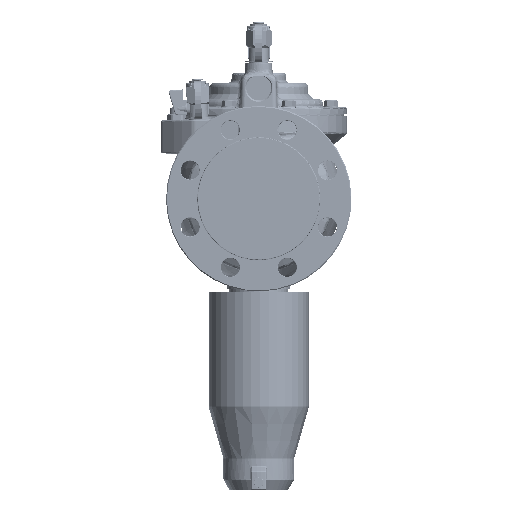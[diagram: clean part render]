
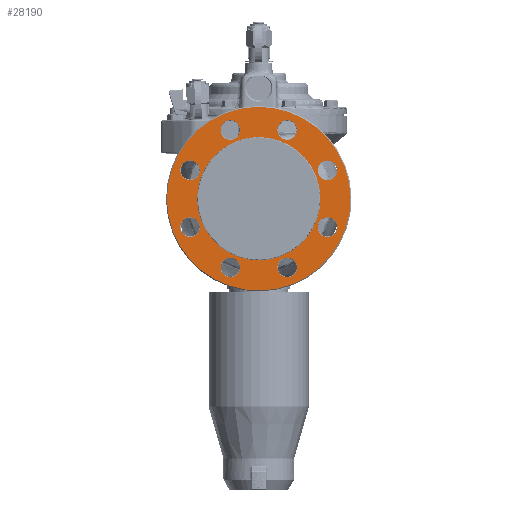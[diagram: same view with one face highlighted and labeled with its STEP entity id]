
A CAD part, front view. The second image highlights one B-rep face of the part: STEP entity #28190.
In plain terms, the highlighted planar face has unit normal (0, -1, 0).
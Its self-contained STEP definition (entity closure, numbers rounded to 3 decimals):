
#25057=CARTESIAN_POINT('Vertex',(-31.786,-224.5,-58.183)) ;
#25060=CARTESIAN_POINT('Axis2P3D Location',(0.,-224.5,0.)) ;
#25064=CARTESIAN_POINT('Vertex',(31.786,-224.5,58.183)) ;
#25085=CARTESIAN_POINT('Axis2P3D Location',(0.,-224.5,0.)) ;
#25109=CARTESIAN_POINT('Vertex',(47.343,-224.5,86.661)) ;
#25112=CARTESIAN_POINT('Axis2P3D Location',(0.,-224.5,0.)) ;
#25116=CARTESIAN_POINT('Vertex',(-47.343,-224.5,-86.661)) ;
#28015=CARTESIAN_POINT('Axis2P3D Location',(0.,-224.5,0.)) ;
#28033=CARTESIAN_POINT('Axis2P3D Location',(0.,-224.5,65.92)) ;
#28042=CARTESIAN_POINT('Axis2P3D Location',(-30.615,-224.5,-73.91)) ;
#28046=CARTESIAN_POINT('Vertex',(-23.155,-224.5,-81.37)) ;
#28048=CARTESIAN_POINT('Vertex',(-38.075,-224.5,-66.45)) ;
#28051=CARTESIAN_POINT('Axis2P3D Location',(-30.615,-224.5,-73.91)) ;
#28060=CARTESIAN_POINT('Axis2P3D Location',(-30.615,-224.5,73.91)) ;
#28064=CARTESIAN_POINT('Vertex',(-41.165,-224.5,73.91)) ;
#28066=CARTESIAN_POINT('Vertex',(-20.065,-224.5,73.91)) ;
#28069=CARTESIAN_POINT('Axis2P3D Location',(-30.615,-224.5,73.91)) ;
#28078=CARTESIAN_POINT('Axis2P3D Location',(-73.91,-224.5,30.615)) ;
#28082=CARTESIAN_POINT('Vertex',(-81.37,-224.5,23.155)) ;
#28084=CARTESIAN_POINT('Vertex',(-66.45,-224.5,38.075)) ;
#28087=CARTESIAN_POINT('Axis2P3D Location',(-73.91,-224.5,30.615)) ;
#28096=CARTESIAN_POINT('Axis2P3D Location',(-73.91,-224.5,-30.615)) ;
#28100=CARTESIAN_POINT('Vertex',(-73.91,-224.5,-41.165)) ;
#28102=CARTESIAN_POINT('Vertex',(-73.91,-224.5,-20.065)) ;
#28105=CARTESIAN_POINT('Axis2P3D Location',(-73.91,-224.5,-30.615)) ;
#28114=CARTESIAN_POINT('Axis2P3D Location',(30.615,-224.5,-73.91)) ;
#28118=CARTESIAN_POINT('Vertex',(41.165,-224.5,-73.91)) ;
#28120=CARTESIAN_POINT('Vertex',(20.065,-224.5,-73.91)) ;
#28123=CARTESIAN_POINT('Axis2P3D Location',(30.615,-224.5,-73.91)) ;
#28132=CARTESIAN_POINT('Axis2P3D Location',(73.91,-224.5,-30.615)) ;
#28136=CARTESIAN_POINT('Vertex',(81.37,-224.5,-23.155)) ;
#28138=CARTESIAN_POINT('Vertex',(66.45,-224.5,-38.075)) ;
#28141=CARTESIAN_POINT('Axis2P3D Location',(73.91,-224.5,-30.615)) ;
#28150=CARTESIAN_POINT('Axis2P3D Location',(73.91,-224.5,30.615)) ;
#28154=CARTESIAN_POINT('Vertex',(73.91,-224.5,41.165)) ;
#28156=CARTESIAN_POINT('Vertex',(73.91,-224.5,20.065)) ;
#28159=CARTESIAN_POINT('Axis2P3D Location',(73.91,-224.5,30.615)) ;
#28168=CARTESIAN_POINT('Axis2P3D Location',(30.615,-224.5,73.91)) ;
#28172=CARTESIAN_POINT('Vertex',(23.155,-224.5,81.37)) ;
#28174=CARTESIAN_POINT('Vertex',(38.075,-224.5,66.45)) ;
#28177=CARTESIAN_POINT('Axis2P3D Location',(30.615,-224.5,73.91)) ;
#25061=DIRECTION('Axis2P3D Direction',(0.,1.,-0.)) ;
#25086=DIRECTION('Axis2P3D Direction',(-0.,1.,0.)) ;
#25113=DIRECTION('Axis2P3D Direction',(0.,1.,0.)) ;
#28016=DIRECTION('Axis2P3D Direction',(0.,1.,0.)) ;
#28034=DIRECTION('Axis2P3D Direction',(-0.,1.,0.)) ;
#28035=DIRECTION('Axis2P3D XDirection',(1.,0.,0.)) ;
#28043=DIRECTION('Axis2P3D Direction',(-0.,1.,0.)) ;
#28052=DIRECTION('Axis2P3D Direction',(-0.,1.,0.)) ;
#28061=DIRECTION('Axis2P3D Direction',(-0.,1.,0.)) ;
#28070=DIRECTION('Axis2P3D Direction',(-0.,1.,0.)) ;
#28079=DIRECTION('Axis2P3D Direction',(-0.,1.,0.)) ;
#28088=DIRECTION('Axis2P3D Direction',(-0.,1.,0.)) ;
#28097=DIRECTION('Axis2P3D Direction',(-0.,1.,0.)) ;
#28106=DIRECTION('Axis2P3D Direction',(-0.,1.,0.)) ;
#28115=DIRECTION('Axis2P3D Direction',(-0.,1.,0.)) ;
#28124=DIRECTION('Axis2P3D Direction',(-0.,1.,0.)) ;
#28133=DIRECTION('Axis2P3D Direction',(-0.,1.,0.)) ;
#28142=DIRECTION('Axis2P3D Direction',(-0.,1.,0.)) ;
#28151=DIRECTION('Axis2P3D Direction',(-0.,1.,0.)) ;
#28160=DIRECTION('Axis2P3D Direction',(-0.,1.,0.)) ;
#28169=DIRECTION('Axis2P3D Direction',(-0.,1.,0.)) ;
#28178=DIRECTION('Axis2P3D Direction',(-0.,1.,0.)) ;
#25062=AXIS2_PLACEMENT_3D('Circle Axis2P3D',#25060,#25061,$) ;
#25087=AXIS2_PLACEMENT_3D('Circle Axis2P3D',#25085,#25086,$) ;
#25114=AXIS2_PLACEMENT_3D('Circle Axis2P3D',#25112,#25113,$) ;
#28017=AXIS2_PLACEMENT_3D('Circle Axis2P3D',#28015,#28016,$) ;
#28036=AXIS2_PLACEMENT_3D('Plane Axis2P3D',#28033,#28034,#28035) ;
#28044=AXIS2_PLACEMENT_3D('Circle Axis2P3D',#28042,#28043,$) ;
#28053=AXIS2_PLACEMENT_3D('Circle Axis2P3D',#28051,#28052,$) ;
#28062=AXIS2_PLACEMENT_3D('Circle Axis2P3D',#28060,#28061,$) ;
#28071=AXIS2_PLACEMENT_3D('Circle Axis2P3D',#28069,#28070,$) ;
#28080=AXIS2_PLACEMENT_3D('Circle Axis2P3D',#28078,#28079,$) ;
#28089=AXIS2_PLACEMENT_3D('Circle Axis2P3D',#28087,#28088,$) ;
#28098=AXIS2_PLACEMENT_3D('Circle Axis2P3D',#28096,#28097,$) ;
#28107=AXIS2_PLACEMENT_3D('Circle Axis2P3D',#28105,#28106,$) ;
#28116=AXIS2_PLACEMENT_3D('Circle Axis2P3D',#28114,#28115,$) ;
#28125=AXIS2_PLACEMENT_3D('Circle Axis2P3D',#28123,#28124,$) ;
#28134=AXIS2_PLACEMENT_3D('Circle Axis2P3D',#28132,#28133,$) ;
#28143=AXIS2_PLACEMENT_3D('Circle Axis2P3D',#28141,#28142,$) ;
#28152=AXIS2_PLACEMENT_3D('Circle Axis2P3D',#28150,#28151,$) ;
#28161=AXIS2_PLACEMENT_3D('Circle Axis2P3D',#28159,#28160,$) ;
#28170=AXIS2_PLACEMENT_3D('Circle Axis2P3D',#28168,#28169,$) ;
#28179=AXIS2_PLACEMENT_3D('Circle Axis2P3D',#28177,#28178,$) ;
#25063=CIRCLE('generated circle',#25062,66.3) ;
#25088=CIRCLE('generated circle',#25087,66.3) ;
#25115=CIRCLE('generated circle',#25114,98.75) ;
#28018=CIRCLE('generated circle',#28017,98.75) ;
#28045=CIRCLE('generated circle',#28044,10.55) ;
#28054=CIRCLE('generated circle',#28053,10.55) ;
#28063=CIRCLE('generated circle',#28062,10.55) ;
#28072=CIRCLE('generated circle',#28071,10.55) ;
#28081=CIRCLE('generated circle',#28080,10.55) ;
#28090=CIRCLE('generated circle',#28089,10.55) ;
#28099=CIRCLE('generated circle',#28098,10.55) ;
#28108=CIRCLE('generated circle',#28107,10.55) ;
#28117=CIRCLE('generated circle',#28116,10.55) ;
#28126=CIRCLE('generated circle',#28125,10.55) ;
#28135=CIRCLE('generated circle',#28134,10.55) ;
#28144=CIRCLE('generated circle',#28143,10.55) ;
#28153=CIRCLE('generated circle',#28152,10.55) ;
#28162=CIRCLE('generated circle',#28161,10.55) ;
#28171=CIRCLE('generated circle',#28170,10.55) ;
#28180=CIRCLE('generated circle',#28179,10.55) ;
#28037=PLANE('',#28036) ;
#28059=FACE_BOUND('',#28056,.T.) ;
#28077=FACE_BOUND('',#28074,.T.) ;
#28095=FACE_BOUND('',#28092,.T.) ;
#28113=FACE_BOUND('',#28110,.T.) ;
#28131=FACE_BOUND('',#28128,.T.) ;
#28149=FACE_BOUND('',#28146,.T.) ;
#28167=FACE_BOUND('',#28164,.T.) ;
#28185=FACE_BOUND('',#28182,.T.) ;
#28189=FACE_BOUND('',#28186,.T.) ;
#25066=EDGE_CURVE('',#25065,#25058,#25063,.T.) ;
#25089=EDGE_CURVE('',#25058,#25065,#25088,.T.) ;
#25118=EDGE_CURVE('',#25110,#25117,#25115,.T.) ;
#28019=EDGE_CURVE('',#25117,#25110,#28018,.T.) ;
#28050=EDGE_CURVE('',#28047,#28049,#28045,.T.) ;
#28055=EDGE_CURVE('',#28049,#28047,#28054,.T.) ;
#28068=EDGE_CURVE('',#28065,#28067,#28063,.T.) ;
#28073=EDGE_CURVE('',#28067,#28065,#28072,.T.) ;
#28086=EDGE_CURVE('',#28083,#28085,#28081,.T.) ;
#28091=EDGE_CURVE('',#28085,#28083,#28090,.T.) ;
#28104=EDGE_CURVE('',#28101,#28103,#28099,.T.) ;
#28109=EDGE_CURVE('',#28103,#28101,#28108,.T.) ;
#28122=EDGE_CURVE('',#28119,#28121,#28117,.T.) ;
#28127=EDGE_CURVE('',#28121,#28119,#28126,.T.) ;
#28140=EDGE_CURVE('',#28137,#28139,#28135,.T.) ;
#28145=EDGE_CURVE('',#28139,#28137,#28144,.T.) ;
#28158=EDGE_CURVE('',#28155,#28157,#28153,.T.) ;
#28163=EDGE_CURVE('',#28157,#28155,#28162,.T.) ;
#28176=EDGE_CURVE('',#28173,#28175,#28171,.T.) ;
#28181=EDGE_CURVE('',#28175,#28173,#28180,.T.) ;
#28039=ORIENTED_EDGE('',*,*,#25118,.F.) ;
#28040=ORIENTED_EDGE('',*,*,#28019,.F.) ;
#28057=ORIENTED_EDGE('',*,*,#28050,.T.) ;
#28058=ORIENTED_EDGE('',*,*,#28055,.T.) ;
#28075=ORIENTED_EDGE('',*,*,#28068,.T.) ;
#28076=ORIENTED_EDGE('',*,*,#28073,.T.) ;
#28093=ORIENTED_EDGE('',*,*,#28086,.T.) ;
#28094=ORIENTED_EDGE('',*,*,#28091,.T.) ;
#28111=ORIENTED_EDGE('',*,*,#28104,.T.) ;
#28112=ORIENTED_EDGE('',*,*,#28109,.T.) ;
#28129=ORIENTED_EDGE('',*,*,#28122,.T.) ;
#28130=ORIENTED_EDGE('',*,*,#28127,.T.) ;
#28147=ORIENTED_EDGE('',*,*,#28140,.T.) ;
#28148=ORIENTED_EDGE('',*,*,#28145,.T.) ;
#28165=ORIENTED_EDGE('',*,*,#28158,.T.) ;
#28166=ORIENTED_EDGE('',*,*,#28163,.T.) ;
#28183=ORIENTED_EDGE('',*,*,#28176,.T.) ;
#28184=ORIENTED_EDGE('',*,*,#28181,.T.) ;
#28187=ORIENTED_EDGE('',*,*,#25089,.T.) ;
#28188=ORIENTED_EDGE('',*,*,#25066,.T.) ;
#28038=EDGE_LOOP('',(#28039,#28040)) ;
#28056=EDGE_LOOP('',(#28057,#28058)) ;
#28074=EDGE_LOOP('',(#28075,#28076)) ;
#28092=EDGE_LOOP('',(#28093,#28094)) ;
#28110=EDGE_LOOP('',(#28111,#28112)) ;
#28128=EDGE_LOOP('',(#28129,#28130)) ;
#28146=EDGE_LOOP('',(#28147,#28148)) ;
#28164=EDGE_LOOP('',(#28165,#28166)) ;
#28182=EDGE_LOOP('',(#28183,#28184)) ;
#28186=EDGE_LOOP('',(#28187,#28188)) ;
#25058=VERTEX_POINT('',#25057) ;
#25065=VERTEX_POINT('',#25064) ;
#25110=VERTEX_POINT('',#25109) ;
#25117=VERTEX_POINT('',#25116) ;
#28047=VERTEX_POINT('',#28046) ;
#28049=VERTEX_POINT('',#28048) ;
#28065=VERTEX_POINT('',#28064) ;
#28067=VERTEX_POINT('',#28066) ;
#28083=VERTEX_POINT('',#28082) ;
#28085=VERTEX_POINT('',#28084) ;
#28101=VERTEX_POINT('',#28100) ;
#28103=VERTEX_POINT('',#28102) ;
#28119=VERTEX_POINT('',#28118) ;
#28121=VERTEX_POINT('',#28120) ;
#28137=VERTEX_POINT('',#28136) ;
#28139=VERTEX_POINT('',#28138) ;
#28155=VERTEX_POINT('',#28154) ;
#28157=VERTEX_POINT('',#28156) ;
#28173=VERTEX_POINT('',#28172) ;
#28175=VERTEX_POINT('',#28174) ;
#28190=ADVANCED_FACE('PartBody',(#28041,#28059,#28077,#28095,#28113,#28131,#28149,#28167,#28185,#28189),#28037,.F.) ;
#28041=FACE_OUTER_BOUND('',#28038,.T.) ;
